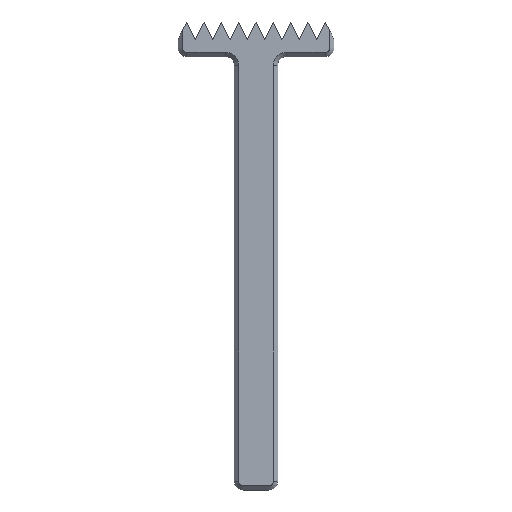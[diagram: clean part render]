
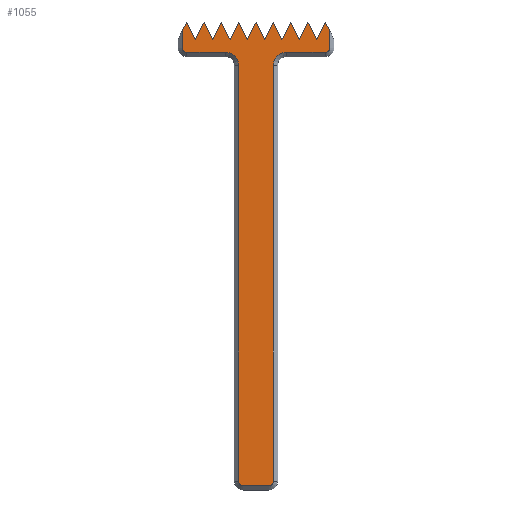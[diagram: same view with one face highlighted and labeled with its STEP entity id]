
A CAD part, top view. The second image highlights one B-rep face of the part: STEP entity #1055.
In plain terms, the highlighted planar face has unit normal (0, 0, 1).
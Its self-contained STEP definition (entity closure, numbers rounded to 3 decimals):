
#38=CIRCLE('',#1102,1.);
#40=CIRCLE('',#1106,3.);
#42=CIRCLE('',#1110,1.);
#44=CIRCLE('',#1114,1.);
#46=CIRCLE('',#1118,3.);
#48=CIRCLE('',#1122,1.);
#119=FACE_OUTER_BOUND('',#178,.T.);
#178=EDGE_LOOP('',(#925,#926,#927,#928,#929,#930,#931,#932,#933,#934,#935,
#936,#937,#938,#939,#940,#941,#942,#943,#944,#945,#946,#947,#948,#949,#950,
#951,#952,#953,#954,#955));
#227=LINE('',#1575,#350);
#232=LINE('',#1584,#355);
#235=LINE('',#1595,#358);
#239=LINE('',#1607,#362);
#243=LINE('',#1619,#366);
#247=LINE('',#1631,#370);
#251=LINE('',#1643,#374);
#255=LINE('',#1655,#378);
#269=LINE('',#1683,#392);
#271=LINE('',#1687,#394);
#273=LINE('',#1691,#396);
#275=LINE('',#1695,#398);
#277=LINE('',#1699,#400);
#279=LINE('',#1703,#402);
#281=LINE('',#1707,#404);
#283=LINE('',#1711,#406);
#285=LINE('',#1715,#408);
#287=LINE('',#1719,#410);
#289=LINE('',#1723,#412);
#291=LINE('',#1727,#414);
#293=LINE('',#1731,#416);
#295=LINE('',#1735,#418);
#297=LINE('',#1739,#420);
#299=LINE('',#1743,#422);
#301=LINE('',#1746,#424);
#350=VECTOR('',#1261,10.);
#355=VECTOR('',#1270,10.);
#358=VECTOR('',#1281,10.);
#362=VECTOR('',#1293,10.);
#366=VECTOR('',#1305,10.);
#370=VECTOR('',#1317,10.);
#374=VECTOR('',#1329,10.);
#378=VECTOR('',#1341,10.);
#392=VECTOR('',#1381,10.);
#394=VECTOR('',#1385,10.);
#396=VECTOR('',#1389,10.);
#398=VECTOR('',#1393,10.);
#400=VECTOR('',#1397,10.);
#402=VECTOR('',#1401,10.);
#404=VECTOR('',#1405,10.);
#406=VECTOR('',#1409,10.);
#408=VECTOR('',#1413,10.);
#410=VECTOR('',#1417,10.);
#412=VECTOR('',#1421,10.);
#414=VECTOR('',#1425,10.);
#416=VECTOR('',#1429,10.);
#418=VECTOR('',#1433,10.);
#420=VECTOR('',#1437,10.);
#422=VECTOR('',#1441,10.);
#424=VECTOR('',#1445,10.);
#471=VERTEX_POINT('',#1572);
#472=VERTEX_POINT('',#1574);
#474=VERTEX_POINT('',#1582);
#476=VERTEX_POINT('',#1588);
#478=VERTEX_POINT('',#1593);
#480=VERTEX_POINT('',#1600);
#482=VERTEX_POINT('',#1605);
#484=VERTEX_POINT('',#1612);
#486=VERTEX_POINT('',#1617);
#488=VERTEX_POINT('',#1624);
#490=VERTEX_POINT('',#1629);
#492=VERTEX_POINT('',#1636);
#494=VERTEX_POINT('',#1641);
#496=VERTEX_POINT('',#1648);
#498=VERTEX_POINT('',#1653);
#499=VERTEX_POINT('',#1682);
#500=VERTEX_POINT('',#1686);
#501=VERTEX_POINT('',#1690);
#502=VERTEX_POINT('',#1694);
#503=VERTEX_POINT('',#1698);
#504=VERTEX_POINT('',#1702);
#505=VERTEX_POINT('',#1706);
#506=VERTEX_POINT('',#1710);
#507=VERTEX_POINT('',#1714);
#508=VERTEX_POINT('',#1718);
#509=VERTEX_POINT('',#1722);
#510=VERTEX_POINT('',#1726);
#511=VERTEX_POINT('',#1730);
#512=VERTEX_POINT('',#1734);
#513=VERTEX_POINT('',#1738);
#514=VERTEX_POINT('',#1742);
#575=EDGE_CURVE('',#472,#471,#227,.T.);
#580=EDGE_CURVE('',#474,#471,#232,.T.);
#583=EDGE_CURVE('',#476,#474,#38,.T.);
#585=EDGE_CURVE('',#478,#476,#235,.T.);
#589=EDGE_CURVE('',#480,#478,#40,.T.);
#591=EDGE_CURVE('',#482,#480,#239,.T.);
#595=EDGE_CURVE('',#484,#482,#42,.T.);
#597=EDGE_CURVE('',#486,#484,#243,.T.);
#601=EDGE_CURVE('',#488,#486,#44,.T.);
#603=EDGE_CURVE('',#490,#488,#247,.T.);
#607=EDGE_CURVE('',#492,#490,#46,.T.);
#609=EDGE_CURVE('',#494,#492,#251,.T.);
#613=EDGE_CURVE('',#496,#494,#48,.T.);
#615=EDGE_CURVE('',#498,#496,#255,.T.);
#629=EDGE_CURVE('',#499,#472,#269,.T.);
#631=EDGE_CURVE('',#500,#499,#271,.T.);
#633=EDGE_CURVE('',#501,#500,#273,.T.);
#635=EDGE_CURVE('',#502,#501,#275,.T.);
#637=EDGE_CURVE('',#503,#502,#277,.T.);
#639=EDGE_CURVE('',#504,#503,#279,.T.);
#641=EDGE_CURVE('',#505,#504,#281,.T.);
#643=EDGE_CURVE('',#506,#505,#283,.T.);
#645=EDGE_CURVE('',#507,#506,#285,.T.);
#647=EDGE_CURVE('',#508,#507,#287,.T.);
#649=EDGE_CURVE('',#509,#508,#289,.T.);
#651=EDGE_CURVE('',#510,#509,#291,.T.);
#653=EDGE_CURVE('',#511,#510,#293,.T.);
#655=EDGE_CURVE('',#512,#511,#295,.T.);
#657=EDGE_CURVE('',#513,#512,#297,.T.);
#659=EDGE_CURVE('',#514,#513,#299,.T.);
#661=EDGE_CURVE('',#498,#514,#301,.T.);
#925=ORIENTED_EDGE('',*,*,#615,.F.);
#926=ORIENTED_EDGE('',*,*,#661,.T.);
#927=ORIENTED_EDGE('',*,*,#659,.T.);
#928=ORIENTED_EDGE('',*,*,#657,.T.);
#929=ORIENTED_EDGE('',*,*,#655,.T.);
#930=ORIENTED_EDGE('',*,*,#653,.T.);
#931=ORIENTED_EDGE('',*,*,#651,.T.);
#932=ORIENTED_EDGE('',*,*,#649,.T.);
#933=ORIENTED_EDGE('',*,*,#647,.T.);
#934=ORIENTED_EDGE('',*,*,#645,.T.);
#935=ORIENTED_EDGE('',*,*,#643,.T.);
#936=ORIENTED_EDGE('',*,*,#641,.T.);
#937=ORIENTED_EDGE('',*,*,#639,.T.);
#938=ORIENTED_EDGE('',*,*,#637,.T.);
#939=ORIENTED_EDGE('',*,*,#635,.T.);
#940=ORIENTED_EDGE('',*,*,#633,.T.);
#941=ORIENTED_EDGE('',*,*,#631,.T.);
#942=ORIENTED_EDGE('',*,*,#629,.T.);
#943=ORIENTED_EDGE('',*,*,#575,.T.);
#944=ORIENTED_EDGE('',*,*,#580,.F.);
#945=ORIENTED_EDGE('',*,*,#583,.F.);
#946=ORIENTED_EDGE('',*,*,#585,.F.);
#947=ORIENTED_EDGE('',*,*,#589,.F.);
#948=ORIENTED_EDGE('',*,*,#591,.F.);
#949=ORIENTED_EDGE('',*,*,#595,.F.);
#950=ORIENTED_EDGE('',*,*,#597,.F.);
#951=ORIENTED_EDGE('',*,*,#601,.F.);
#952=ORIENTED_EDGE('',*,*,#603,.F.);
#953=ORIENTED_EDGE('',*,*,#607,.F.);
#954=ORIENTED_EDGE('',*,*,#609,.F.);
#955=ORIENTED_EDGE('',*,*,#613,.F.);
#996=PLANE('',#1153);
#1055=ADVANCED_FACE('',(#119),#996,.T.);
#1102=AXIS2_PLACEMENT_3D('',#1590,#1276,#1277);
#1106=AXIS2_PLACEMENT_3D('',#1602,#1288,#1289);
#1110=AXIS2_PLACEMENT_3D('',#1614,#1300,#1301);
#1114=AXIS2_PLACEMENT_3D('',#1626,#1312,#1313);
#1118=AXIS2_PLACEMENT_3D('',#1638,#1324,#1325);
#1122=AXIS2_PLACEMENT_3D('',#1650,#1336,#1337);
#1153=AXIS2_PLACEMENT_3D('',#1747,#1446,#1447);
#1261=DIRECTION('',(-0.447,-0.894,0.));
#1270=DIRECTION('',(0.,1.,0.));
#1276=DIRECTION('center_axis',(0.,0.,-1.));
#1277=DIRECTION('ref_axis',(-0.707,-0.707,0.));
#1281=DIRECTION('',(-1.,0.,0.));
#1288=DIRECTION('center_axis',(0.,0.,1.));
#1289=DIRECTION('ref_axis',(0.707,0.707,0.));
#1293=DIRECTION('',(0.,1.,0.));
#1300=DIRECTION('center_axis',(0.,0.,-1.));
#1301=DIRECTION('ref_axis',(-0.707,-0.707,0.));
#1305=DIRECTION('',(-1.,0.,0.));
#1312=DIRECTION('center_axis',(0.,0.,-1.));
#1313=DIRECTION('ref_axis',(0.707,-0.707,0.));
#1317=DIRECTION('',(0.,-1.,0.));
#1324=DIRECTION('center_axis',(0.,0.,1.));
#1325=DIRECTION('ref_axis',(-0.707,0.707,0.));
#1329=DIRECTION('',(-1.,0.,0.));
#1336=DIRECTION('center_axis',(0.,0.,-1.));
#1337=DIRECTION('ref_axis',(0.707,-0.707,0.));
#1341=DIRECTION('',(0.,-1.,0.));
#1381=DIRECTION('',(-0.447,0.894,0.));
#1385=DIRECTION('',(-0.447,-0.894,0.));
#1389=DIRECTION('',(-0.447,0.894,0.));
#1393=DIRECTION('',(-0.447,-0.894,0.));
#1397=DIRECTION('',(-0.447,0.894,0.));
#1401=DIRECTION('',(-0.447,-0.894,0.));
#1405=DIRECTION('',(-0.447,0.894,0.));
#1409=DIRECTION('',(-0.447,-0.894,0.));
#1413=DIRECTION('',(-0.447,0.894,0.));
#1417=DIRECTION('',(-0.447,-0.894,0.));
#1421=DIRECTION('',(-0.447,0.894,0.));
#1425=DIRECTION('',(-0.447,-0.894,0.));
#1429=DIRECTION('',(-0.447,0.894,0.));
#1433=DIRECTION('',(-0.447,-0.894,0.));
#1437=DIRECTION('',(-0.447,0.894,0.));
#1441=DIRECTION('',(-0.447,-0.894,0.));
#1445=DIRECTION('',(-0.447,0.894,0.));
#1446=DIRECTION('center_axis',(0.,0.,1.));
#1447=DIRECTION('ref_axis',(1.,0.,0.));
#1572=CARTESIAN_POINT('',(-17.,6.,5.));
#1574=CARTESIAN_POINT('',(-16.,8.,5.));
#1575=CARTESIAN_POINT('',(-18.,4.,5.));
#1582=CARTESIAN_POINT('',(-17.,2.,5.));
#1584=CARTESIAN_POINT('',(-17.,-21.,5.));
#1588=CARTESIAN_POINT('',(-16.,1.,5.));
#1590=CARTESIAN_POINT('Origin',(-16.,2.,5.));
#1593=CARTESIAN_POINT('',(-7.,1.,5.));
#1595=CARTESIAN_POINT('',(-9.,1.,5.));
#1600=CARTESIAN_POINT('',(-4.,-2.,5.));
#1602=CARTESIAN_POINT('Origin',(-7.,-2.,5.));
#1605=CARTESIAN_POINT('',(-4.,-98.,5.));
#1607=CARTESIAN_POINT('',(-4.,-23.,5.));
#1612=CARTESIAN_POINT('',(-3.,-99.,5.));
#1614=CARTESIAN_POINT('Origin',(-3.,-98.,5.));
#1617=CARTESIAN_POINT('',(3.,-99.,5.));
#1619=CARTESIAN_POINT('',(-2.5,-99.,5.));
#1624=CARTESIAN_POINT('',(4.,-98.,5.));
#1626=CARTESIAN_POINT('Origin',(3.,-98.,5.));
#1629=CARTESIAN_POINT('',(4.,-2.,5.));
#1631=CARTESIAN_POINT('',(4.,-73.,5.));
#1636=CARTESIAN_POINT('',(7.,1.,5.));
#1638=CARTESIAN_POINT('Origin',(7.,-2.,5.));
#1641=CARTESIAN_POINT('',(16.,1.,5.));
#1643=CARTESIAN_POINT('',(2.5,1.,5.));
#1648=CARTESIAN_POINT('',(17.,2.,5.));
#1650=CARTESIAN_POINT('Origin',(16.,2.,5.));
#1653=CARTESIAN_POINT('',(17.,6.,5.));
#1655=CARTESIAN_POINT('',(17.,-23.,5.));
#1682=CARTESIAN_POINT('',(-14.,4.,5.));
#1683=CARTESIAN_POINT('',(-16.,8.,5.));
#1686=CARTESIAN_POINT('',(-12.,8.,5.));
#1687=CARTESIAN_POINT('',(-14.,4.,5.));
#1690=CARTESIAN_POINT('',(-10.,4.,5.));
#1691=CARTESIAN_POINT('',(-12.,8.,5.));
#1694=CARTESIAN_POINT('',(-8.,8.,5.));
#1695=CARTESIAN_POINT('',(-10.,4.,5.));
#1698=CARTESIAN_POINT('',(-6.,4.,5.));
#1699=CARTESIAN_POINT('',(-8.,8.,5.));
#1702=CARTESIAN_POINT('',(-4.,8.,5.));
#1703=CARTESIAN_POINT('',(-6.,4.,5.));
#1706=CARTESIAN_POINT('',(-2.,4.,5.));
#1707=CARTESIAN_POINT('',(-4.,8.,5.));
#1710=CARTESIAN_POINT('',(0.,8.,5.));
#1711=CARTESIAN_POINT('',(-2.,4.,5.));
#1714=CARTESIAN_POINT('',(2.,4.,5.));
#1715=CARTESIAN_POINT('',(0.,8.,5.));
#1718=CARTESIAN_POINT('',(4.,8.,5.));
#1719=CARTESIAN_POINT('',(2.,4.,5.));
#1722=CARTESIAN_POINT('',(6.,4.,5.));
#1723=CARTESIAN_POINT('',(4.,8.,5.));
#1726=CARTESIAN_POINT('',(8.,8.,5.));
#1727=CARTESIAN_POINT('',(6.,4.,5.));
#1730=CARTESIAN_POINT('',(10.,4.,5.));
#1731=CARTESIAN_POINT('',(8.,8.,5.));
#1734=CARTESIAN_POINT('',(12.,8.,5.));
#1735=CARTESIAN_POINT('',(10.,4.,5.));
#1738=CARTESIAN_POINT('',(14.,4.,5.));
#1739=CARTESIAN_POINT('',(12.,8.,5.));
#1742=CARTESIAN_POINT('',(16.,8.,5.));
#1743=CARTESIAN_POINT('',(14.,4.,5.));
#1746=CARTESIAN_POINT('',(16.,8.,5.));
#1747=CARTESIAN_POINT('Origin',(0.,-46.,5.));
